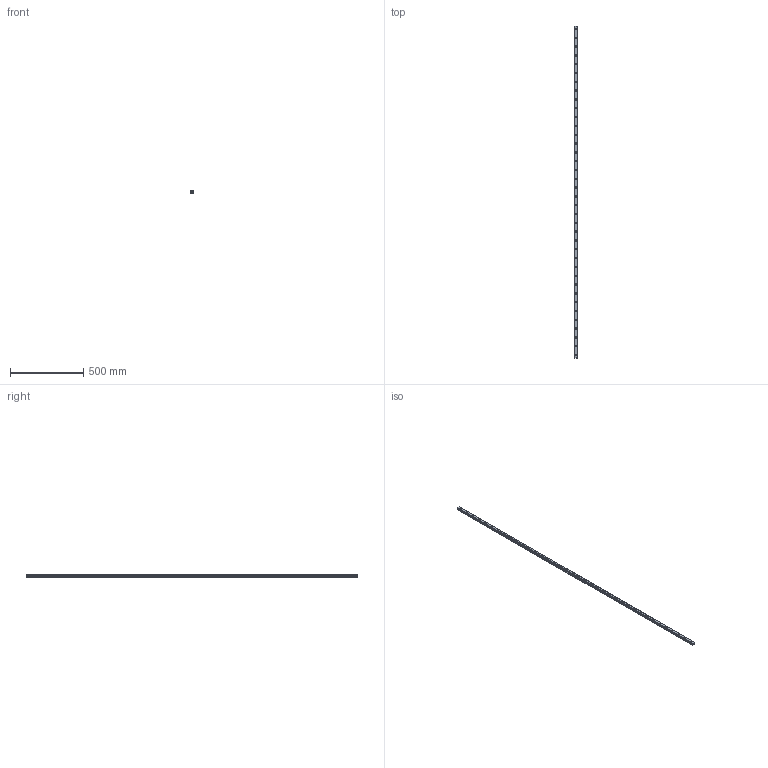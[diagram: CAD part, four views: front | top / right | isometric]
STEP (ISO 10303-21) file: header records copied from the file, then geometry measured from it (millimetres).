
FILE_DESCRIPTION(('STEP AP214'),'1');
FILE_NAME('cctmp_F3E97532-E8DC-455F-94A4-E056654C5D05_2020_5_18_12_21_1_262..stp','2020-05-18T10:21:01',('HIWIN GmbH'),('CADClick - www.CADClick.com'),'Spatial InterOp 3D',' ','unknown authorization');
FILE_SCHEMA(('AUTOMOTIVE_DESIGN'));
Length unit declared in the file: millimetre
Products named in the file (1): HGR20R2260H_FILE
Bounding box: 20 x 2260 x 17.5 mm (x, y, z)
Volume: 645845.9 mm3; surface area: 191948.4 mm2
Topology: 1 solids, 1 shells, 449 faces, 987 edges, 658 vertices
Faces by surface type: cylinder 250, plane 199
Entity records: 16177 total; most frequent: DIRECTION 2387, CARTESIAN_POINT 2095, ORIENTED_EDGE 1974, EDGE_CURVE 987, AXIS2_PLACEMENT_3D 950, VERTEX_POINT 658, EDGE_LOOP 567, CIRCLE 500
